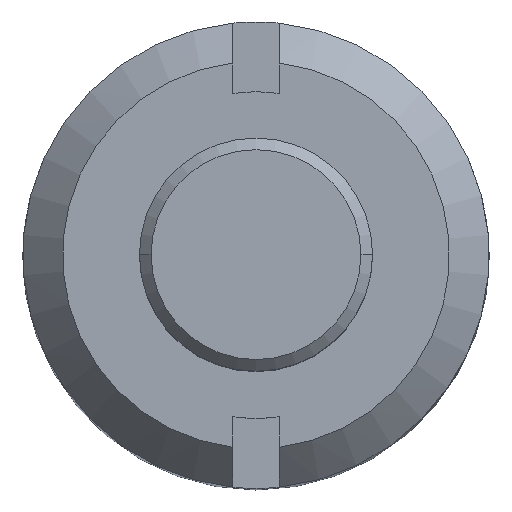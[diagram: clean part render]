
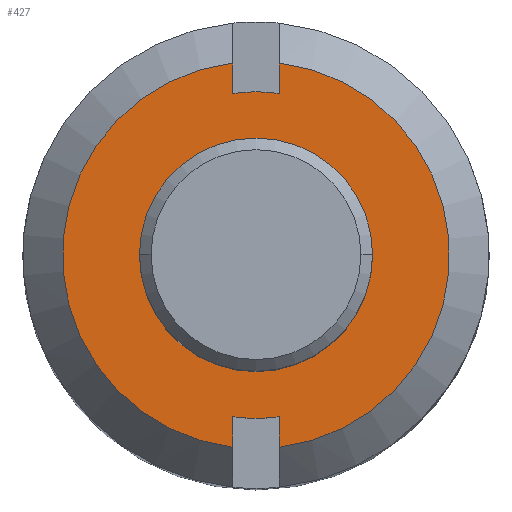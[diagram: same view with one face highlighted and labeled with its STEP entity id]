
A CAD part, top view. The second image highlights one B-rep face of the part: STEP entity #427.
In plain terms, the highlighted planar face has unit normal (0, 0, 1).
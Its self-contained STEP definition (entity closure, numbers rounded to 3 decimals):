
#207=EDGE_CURVE('',#225,#341,#555,.T.);
#209=VERTEX_POINT('',#557);
#213=VERTEX_POINT('',#561);
#225=VERTEX_POINT('',#574);
#239=VERTEX_POINT('',#590);
#245=EDGE_CURVE('',#467,#239,#596,.T.);
#285=VERTEX_POINT('',#644);
#301=EDGE_CURVE('',#285,#345,#661,.T.);
#303=EDGE_CURVE('',#239,#429,#663,.T.);
#341=VERTEX_POINT('',#703);
#345=VERTEX_POINT('',#707);
#349=VERTEX_POINT('',#712);
#371=EDGE_CURVE('',#429,#349,#737,.T.);
#383=EDGE_CURVE('',#345,#213,#751,.T.);
#385=EDGE_CURVE('',#349,#209,#753,.T.);
#413=EDGE_CURVE('',#213,#467,#785,.T.);
#427=ADVANCED_FACE('',(#800),#801,.T.);
#429=VERTEX_POINT('',#803);
#439=EDGE_CURVE('',#341,#285,#813,.T.);
#441=EDGE_CURVE('',#209,#225,#815,.T.);
#467=VERTEX_POINT('',#843);
#555=LINE('',#934,#935);
#557=CARTESIAN_POINT('',(0.,-3.5,0.));
#561=CARTESIAN_POINT('',(0.,3.5,0.));
#574=CARTESIAN_POINT('',(0.5,-3.464,0.));
#590=CARTESIAN_POINT('',(-0.5,4.12,0.));
#596=LINE('',#989,#990);
#644=CARTESIAN_POINT('',(0.5,4.12,0.));
#661=LINE('',#1073,#1074);
#663=CIRCLE('',#1077,4.15);
#703=CARTESIAN_POINT('',(0.5,-4.12,0.));
#707=CARTESIAN_POINT('',(0.5,3.464,0.));
#712=CARTESIAN_POINT('',(-0.5,-3.464,0.));
#737=LINE('',#1169,#1170);
#751=CIRCLE('',#1189,3.5);
#753=CIRCLE('',#1192,3.5);
#785=CIRCLE('',#1232,3.5);
#800=FACE_OUTER_BOUND('',#1253,.T.);
#801=PLANE('',#1254);
#803=CARTESIAN_POINT('',(-0.5,-4.12,0.));
#813=CIRCLE('',#1281,4.15);
#815=CIRCLE('',#1284,3.5);
#843=CARTESIAN_POINT('',(-0.5,3.464,0.));
#934=CARTESIAN_POINT('',(0.5,-1.088,0.));
#935=VECTOR('',#1441,1.0);
#989=CARTESIAN_POINT('',(-0.5,4.912,0.));
#990=VECTOR('',#1482,1.0);
#1073=CARTESIAN_POINT('',(0.5,-1.088,0.));
#1074=VECTOR('',#1585,1.0);
#1077=AXIS2_PLACEMENT_3D('',#1586,#1587,#1588);
#1169=CARTESIAN_POINT('',(-0.5,4.912,0.));
#1170=VECTOR('',#1672,1.0);
#1189=AXIS2_PLACEMENT_3D('',#1691,#1692,#1693);
#1192=AXIS2_PLACEMENT_3D('',#1694,#1695,#1696);
#1232=AXIS2_PLACEMENT_3D('',#1735,#1736,#1737);
#1253=EDGE_LOOP('',(#1755,#1756,#1757,#1758,#1759,#1760,#1761,#1762,#1763,#1764));
#1254=AXIS2_PLACEMENT_3D('',#1765,#1766,#1767);
#1281=AXIS2_PLACEMENT_3D('',#1770,#1771,#1772);
#1284=AXIS2_PLACEMENT_3D('',#1773,#1774,#1775);
#1441=DIRECTION('',(0.,-1.0,0.0));
#1482=DIRECTION('',(0.,1.0,0.0));
#1585=DIRECTION('',(0.,-1.0,0.0));
#1586=CARTESIAN_POINT('',(0.,0.,0.));
#1587=DIRECTION('',(0.0,-0.0,1.0));
#1588=DIRECTION('',(0.,1.0,0.0));
#1672=DIRECTION('',(0.,1.0,0.0));
#1691=CARTESIAN_POINT('',(0.0,0.,0.));
#1692=DIRECTION('',(0.,0.0,1.0));
#1693=DIRECTION('',(0.0,-1.0,0.0));
#1694=CARTESIAN_POINT('',(0.0,0.,0.));
#1695=DIRECTION('',(0.,0.0,1.0));
#1696=DIRECTION('',(0.0,-1.0,0.0));
#1735=CARTESIAN_POINT('',(0.0,0.,0.));
#1736=DIRECTION('',(0.,0.0,1.0));
#1737=DIRECTION('',(0.0,-1.0,0.0));
#1755=ORIENTED_EDGE('',*,*,#207,.T.);
#1756=ORIENTED_EDGE('',*,*,#439,.T.);
#1757=ORIENTED_EDGE('',*,*,#301,.T.);
#1758=ORIENTED_EDGE('',*,*,#383,.T.);
#1759=ORIENTED_EDGE('',*,*,#413,.T.);
#1760=ORIENTED_EDGE('',*,*,#245,.T.);
#1761=ORIENTED_EDGE('',*,*,#303,.T.);
#1762=ORIENTED_EDGE('',*,*,#371,.T.);
#1763=ORIENTED_EDGE('',*,*,#385,.T.);
#1764=ORIENTED_EDGE('',*,*,#441,.T.);
#1765=CARTESIAN_POINT('',(0.,3.825,0.));
#1766=DIRECTION('',(0.0,-0.0,1.0));
#1767=DIRECTION('',(0.,1.0,0.0));
#1770=CARTESIAN_POINT('',(0.,0.,0.));
#1771=DIRECTION('',(0.0,-0.0,1.0));
#1772=DIRECTION('',(0.,1.0,0.0));
#1773=CARTESIAN_POINT('',(0.0,0.,0.));
#1774=DIRECTION('',(0.,0.0,1.0));
#1775=DIRECTION('',(0.0,-1.0,0.0));
